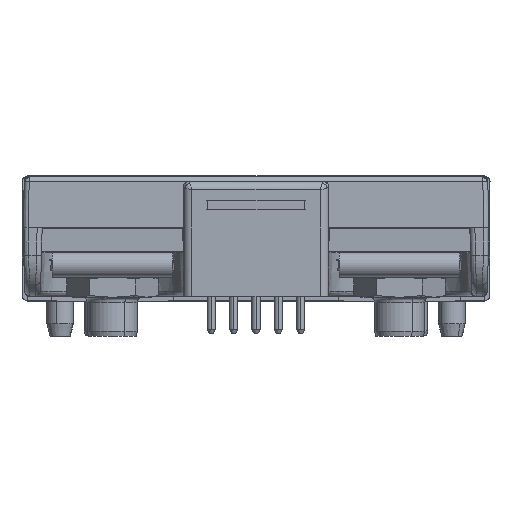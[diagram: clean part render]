
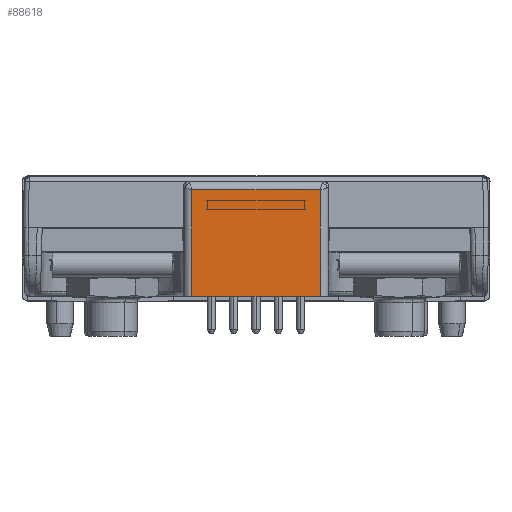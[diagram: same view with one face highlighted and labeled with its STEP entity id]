
A CAD part, left-side view. The second image highlights one B-rep face of the part: STEP entity #88618.
In plain terms, the highlighted planar face has unit normal (-1, 0, 0).
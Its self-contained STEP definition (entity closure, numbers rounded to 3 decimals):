
#53 = VERTEX_POINT ( 'NONE', #77630 ) ;
#1119 = CARTESIAN_POINT ( 'NONE',  ( -395.159, -76.833, -0.335 ) ) ;
#3532 = EDGE_CURVE ( 'NONE', #67400, #7729, #86656, .T. ) ;
#5382 = CARTESIAN_POINT ( 'NONE',  ( -395.159, -86.59, -8.402 ) ) ;
#6064 = CARTESIAN_POINT ( 'NONE',  ( -395.159, -76.833, -8.402 ) ) ;
#7729 = VERTEX_POINT ( 'NONE', #48299 ) ;
#10031 = ORIENTED_EDGE ( 'NONE', *, *, #3532, .F. ) ;
#14356 = DIRECTION ( 'NONE',  ( 0., 0., -1. ) ) ;
#20976 = VECTOR ( 'NONE', #14356, 1000. ) ;
#25309 = EDGE_CURVE ( 'NONE', #67400, #53, #46629, .T. ) ;
#26220 = CARTESIAN_POINT ( 'NONE',  ( -395.159, -76.833, -3.024 ) ) ;
#31081 = FACE_OUTER_BOUND ( 'NONE', #70880, .T. ) ;
#33618 = EDGE_CURVE ( 'NONE', #53, #45572, #86840, .T. ) ;
#34121 = PLANE ( 'NONE',  #105313 ) ;
#43441 = DIRECTION ( 'NONE',  ( 0., 0., -1. ) ) ;
#45572 = VERTEX_POINT ( 'NONE', #98191 ) ;
#46629 = LINE ( 'NONE', #56913, #99436 ) ;
#46690 = EDGE_CURVE ( 'NONE', #7729, #45572, #83521, .T. ) ;
#47025 = CARTESIAN_POINT ( 'NONE',  ( -395.159, -86.59, -0.335 ) ) ;
#48299 = CARTESIAN_POINT ( 'NONE',  ( -395.159, -86.59, -8.402 ) ) ;
#49813 = DIRECTION ( 'NONE',  ( 0., 1., 0. ) ) ;
#50055 = CARTESIAN_POINT ( 'NONE',  ( -395.159, -76.833, -5.713 ) ) ;
#51227 = ORIENTED_EDGE ( 'NONE', *, *, #46690, .F. ) ;
#55058 = ORIENTED_EDGE ( 'NONE', *, *, #33618, .T. ) ;
#55967 = ORIENTED_EDGE ( 'NONE', *, *, #25309, .T. ) ;
#56913 = CARTESIAN_POINT ( 'NONE',  ( -395.159, -81.711, -0.335 ) ) ;
#62838 = CARTESIAN_POINT ( 'NONE',  ( -395.159, -80.085, -8.402 ) ) ;
#67400 = VERTEX_POINT ( 'NONE', #47025 ) ;
#67851 = CARTESIAN_POINT ( 'NONE',  ( -395.159, -86.59, -0.335 ) ) ;
#70880 = EDGE_LOOP ( 'NONE', ( #55058, #51227, #10031, #55967 ) ) ;
#77630 = CARTESIAN_POINT ( 'NONE',  ( -395.159, -76.833, -0.335 ) ) ;
#80849 = CARTESIAN_POINT ( 'NONE',  ( -395.159, -83.338, -8.402 ) ) ;
#83521 = B_SPLINE_CURVE_WITH_KNOTS ( 'NONE', 3,
 ( #5382, #80849, #62838, #6064 ),
 .UNSPECIFIED., .F., .F.,
 ( 4, 4 ),
 ( 0., 1. ),
 .UNSPECIFIED. ) ;
#86656 = LINE ( 'NONE', #95375, #20976 ) ;
#86840 = B_SPLINE_CURVE_WITH_KNOTS ( 'NONE', 3,
 ( #1119, #26220, #50055, #91397 ),
 .UNSPECIFIED., .F., .F.,
 ( 4, 4 ),
 ( 0., 1. ),
 .UNSPECIFIED. ) ;
#88618 = ADVANCED_FACE ( 'NONE', ( #31081 ), #34121, .F. ) ;
#91397 = CARTESIAN_POINT ( 'NONE',  ( -395.159, -76.833, -8.402 ) ) ;
#95375 = CARTESIAN_POINT ( 'NONE',  ( -395.159, -86.59, -4.393 ) ) ;
#98191 = CARTESIAN_POINT ( 'NONE',  ( -395.159, -76.833, -8.402 ) ) ;
#99436 = VECTOR ( 'NONE', #49813, 1000. ) ;
#100331 = DIRECTION ( 'NONE',  ( 1., 0., 0. ) ) ;
#105313 = AXIS2_PLACEMENT_3D ( 'NONE', #67851, #100331, #43441 ) ;
